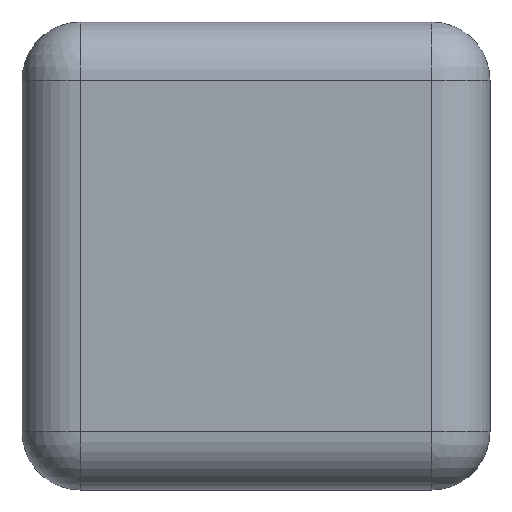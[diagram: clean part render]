
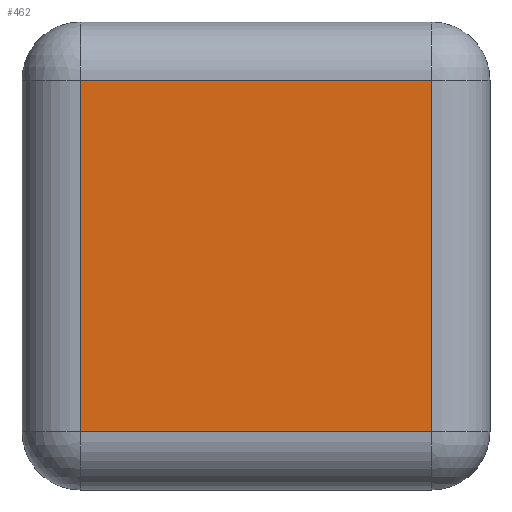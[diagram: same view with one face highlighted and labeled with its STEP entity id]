
A CAD part, left-side view. The second image highlights one B-rep face of the part: STEP entity #462.
In plain terms, the highlighted planar face has unit normal (-1, 0, 0).
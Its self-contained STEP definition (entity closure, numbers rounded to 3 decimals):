
#13=DIRECTION('',(0.,0.,1.));
#14=DIRECTION('',(1.,0.,0.));
#28=VECTOR('',#13,1.);
#46=DIRECTION('',(0.,1.,0.));
#123=CARTESIAN_POINT('',(-1.25,-1.,0.25));
#133=CARTESIAN_POINT('',(-1.25,-1.,1.75));
#136=CARTESIAN_POINT('',(-1.25,-1.,0.));
#210=CARTESIAN_POINT('',(-1.25,-0.75,0.));
#214=CARTESIAN_POINT('',(-1.25,-0.75,0.25));
#223=VECTOR('',#46,1.);
#253=CARTESIAN_POINT('',(-1.25,-0.75,1.75));
#277=ORIENTED_EDGE('',*,*,#278,.F.);
#278=EDGE_CURVE('',#279,#280,#281,.T.);
#279=VERTEX_POINT('',#214);
#280=VERTEX_POINT('',#253);
#281=LINE('',#210,#28);
#383=CARTESIAN_POINT('',(-1.25,0.75,0.));
#462=ADVANCED_FACE('',(#463),#478,.F.);
#463=FACE_BOUND('',#464,.F.);
#464=EDGE_LOOP('',(#465,#472,#277,#475));
#465=ORIENTED_EDGE('',*,*,#466,.T.);
#466=EDGE_CURVE('',#467,#469,#471,.T.);
#467=VERTEX_POINT('',#468);
#468=CARTESIAN_POINT('',(-1.25,0.75,0.25));
#469=VERTEX_POINT('',#470);
#470=CARTESIAN_POINT('',(-1.25,0.75,1.75));
#471=LINE('',#383,#28);
#472=ORIENTED_EDGE('',*,*,#473,.F.);
#473=EDGE_CURVE('',#280,#469,#474,.T.);
#474=LINE('',#133,#223);
#475=ORIENTED_EDGE('',*,*,#476,.T.);
#476=EDGE_CURVE('',#279,#467,#477,.T.);
#477=LINE('',#123,#223);
#478=PLANE('',#479);
#479=AXIS2_PLACEMENT_3D('',#136,#14,#13);
